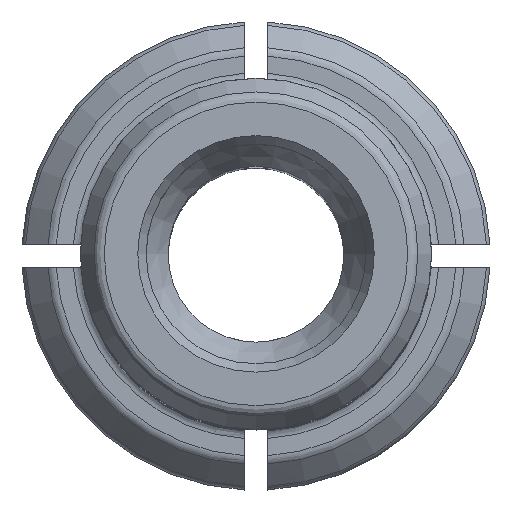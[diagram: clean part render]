
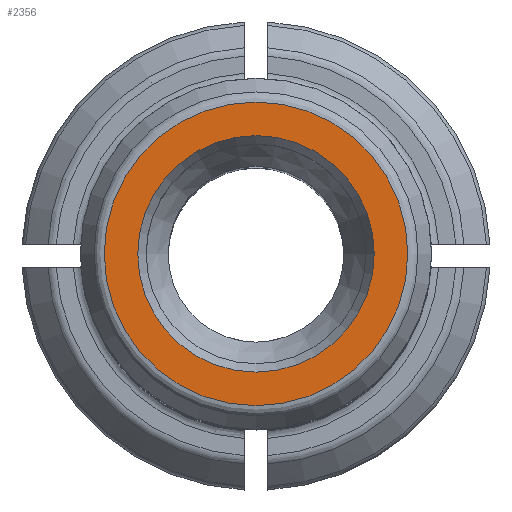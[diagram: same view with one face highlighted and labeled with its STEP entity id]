
A CAD part, top view. The second image highlights one B-rep face of the part: STEP entity #2356.
In plain terms, the highlighted planar face has unit normal (0, 0, 1).
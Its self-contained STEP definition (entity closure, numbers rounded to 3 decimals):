
#141=PLANE('',#2526);
#607=ORIENTED_EDGE('',*,*,#1121,.T.);
#608=ORIENTED_EDGE('',*,*,#1122,.T.);
#1121=EDGE_CURVE('',#1360,#1360,#1473,.T.);
#1122=EDGE_CURVE('',#1361,#1361,#1474,.F.);
#1360=VERTEX_POINT('',#3613);
#1361=VERTEX_POINT('',#3615);
#1473=CIRCLE('',#2527,5.184);
#1474=CIRCLE('',#2528,4.039);
#1557=EDGE_LOOP('',(#607));
#1558=EDGE_LOOP('',(#608));
#1671=FACE_BOUND('',#1557,.T.);
#1672=FACE_BOUND('',#1558,.T.);
#2356=ADVANCED_FACE('',(#1671,#1672),#141,.T.);
#2526=AXIS2_PLACEMENT_3D('',#3611,#2886,#2887);
#2527=AXIS2_PLACEMENT_3D('',#3612,#2888,#2889);
#2528=AXIS2_PLACEMENT_3D('',#3614,#2890,#2891);
#2886=DIRECTION('',(0.,0.,1.));
#2887=DIRECTION('',(1.,0.,0.));
#2888=DIRECTION('',(0.,0.,1.));
#2889=DIRECTION('',(1.,0.,0.));
#2890=DIRECTION('',(0.,0.,1.));
#2891=DIRECTION('',(1.,0.,0.));
#3611=CARTESIAN_POINT('',(0.,0.,40.));
#3612=CARTESIAN_POINT('',(0.,0.,40.));
#3613=CARTESIAN_POINT('',(5.184,0.,40.));
#3614=CARTESIAN_POINT('',(0.,0.,40.));
#3615=CARTESIAN_POINT('',(4.039,0.,40.));
